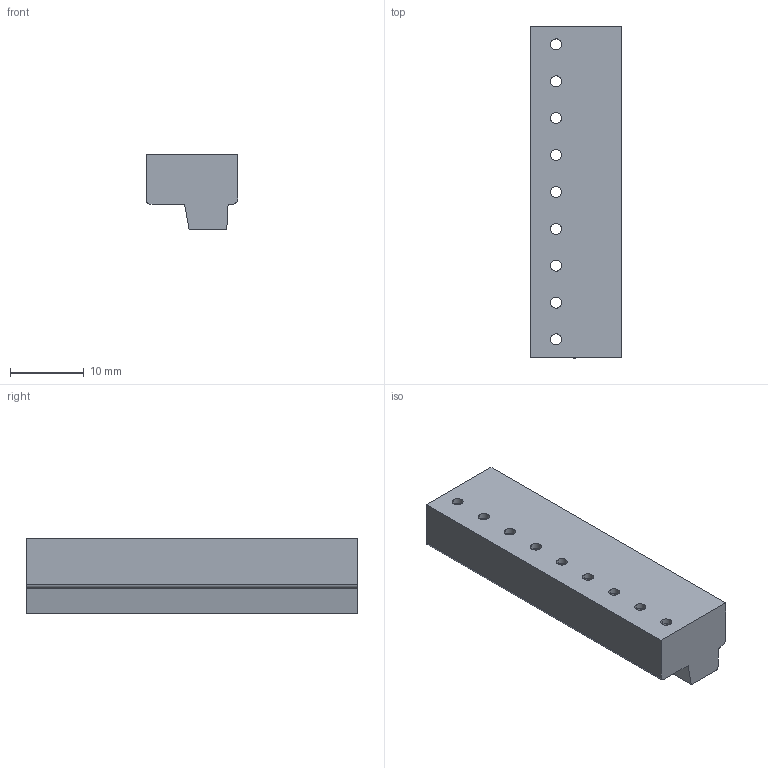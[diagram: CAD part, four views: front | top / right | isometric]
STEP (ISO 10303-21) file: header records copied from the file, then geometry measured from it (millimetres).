
FILE_DESCRIPTION((''),'2;1');
FILE_NAME('TL222T-XXP','2024-12-09T08:48:15',('sheji'),(''),'CREO PARAMETRIC BY PTC INC, 2018100','CREO PARAMETRIC BY PTC INC, 2018100','');
FILE_SCHEMA(('CONFIG_CONTROL_DESIGN'));
Length unit declared in the file: millimetre
Products named in the file (1): TL222T-XXP
Bounding box: 12.4 x 45 x 10.3 mm (x, y, z)
Volume: 3926.9 mm3; surface area: 3393.2 mm2
Topology: 1 solids, 1 shells, 500 faces, 1332 edges, 870 vertices
Faces by surface type: plane 415, cylinder 85
Entity records: 15424 total; most frequent: CARTESIAN_POINT 2702, ORIENTED_EDGE 2664, DIRECTION 2538, EDGE_CURVE 1332, VECTOR 1126, LINE 1126, VERTEX_POINT 870, AXIS2_PLACEMENT_3D 706
